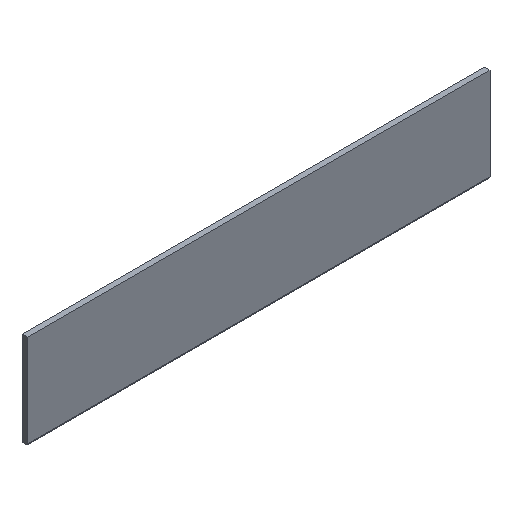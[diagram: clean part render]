
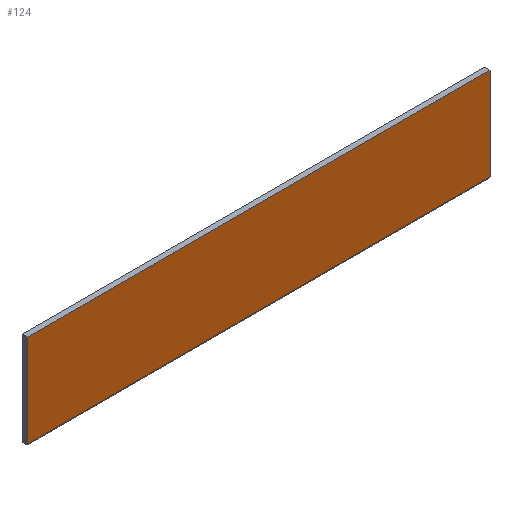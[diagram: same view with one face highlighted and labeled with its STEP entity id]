
A CAD part, isometric view. The second image highlights one B-rep face of the part: STEP entity #124.
In plain terms, the highlighted planar face has unit normal (0, -1, 0).
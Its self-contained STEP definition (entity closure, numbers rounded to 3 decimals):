
#19=PLANE('',#135);
#26=FACE_OUTER_BOUND('',#33,.T.);
#33=EDGE_LOOP('',(#109,#110,#111,#112));
#36=LINE('',#179,#49);
#40=LINE('',#188,#53);
#45=LINE('',#197,#58);
#47=LINE('',#201,#60);
#49=VECTOR('',#146,10.);
#53=VECTOR('',#154,10.);
#58=VECTOR('',#161,10.);
#60=VECTOR('',#167,10.);
#63=VERTEX_POINT('',#172);
#66=VERTEX_POINT('',#177);
#69=VERTEX_POINT('',#187);
#71=VERTEX_POINT('',#193);
#76=EDGE_CURVE('',#66,#63,#36,.T.);
#80=EDGE_CURVE('',#69,#63,#40,.T.);
#85=EDGE_CURVE('',#69,#71,#45,.T.);
#87=EDGE_CURVE('',#71,#66,#47,.T.);
#109=ORIENTED_EDGE('',*,*,#76,.F.);
#110=ORIENTED_EDGE('',*,*,#87,.F.);
#111=ORIENTED_EDGE('',*,*,#85,.F.);
#112=ORIENTED_EDGE('',*,*,#80,.T.);
#124=ADVANCED_FACE('',(#26),#19,.T.);
#135=AXIS2_PLACEMENT_3D('',#200,#165,#166);
#146=DIRECTION('',(-1.,0.,0.));
#154=DIRECTION('',(0.,0.,-1.));
#161=DIRECTION('',(1.,0.,0.));
#165=DIRECTION('center_axis',(0.,-1.,0.));
#166=DIRECTION('ref_axis',(-1.,0.,0.));
#167=DIRECTION('',(0.,0.,-1.));
#172=CARTESIAN_POINT('',(125.042,-80.684,-8.059));
#177=CARTESIAN_POINT('',(208.542,-80.684,-8.059));
#179=CARTESIAN_POINT('',(187.667,-80.684,-8.059));
#187=CARTESIAN_POINT('',(125.042,-80.684,8.621));
#188=CARTESIAN_POINT('',(125.042,-80.684,-7.809));
#193=CARTESIAN_POINT('',(208.542,-80.684,8.621));
#197=CARTESIAN_POINT('',(209.542,-80.684,8.621));
#200=CARTESIAN_POINT('Origin',(208.542,-80.684,-7.809));
#201=CARTESIAN_POINT('',(208.542,-80.684,-7.809));
